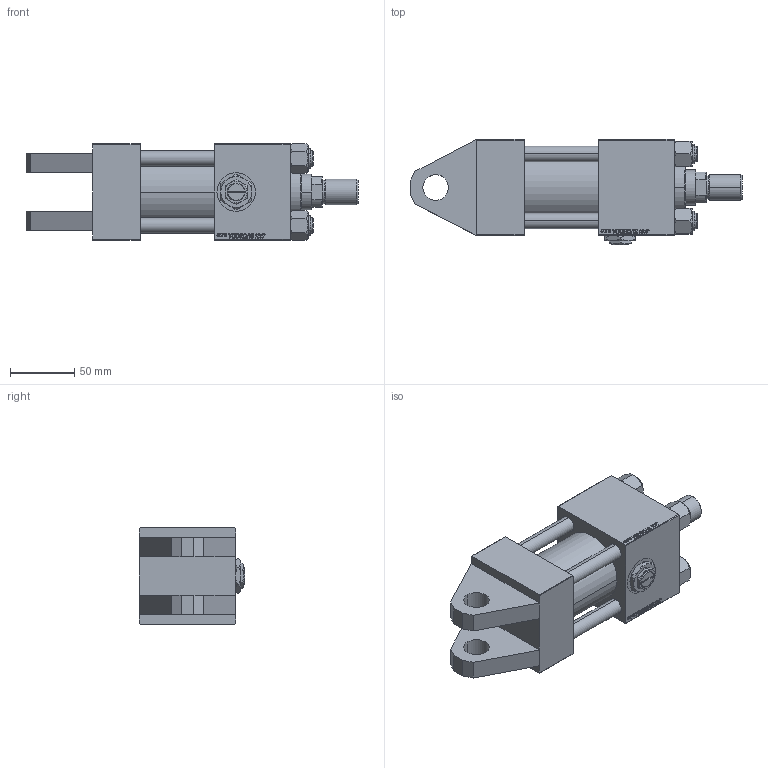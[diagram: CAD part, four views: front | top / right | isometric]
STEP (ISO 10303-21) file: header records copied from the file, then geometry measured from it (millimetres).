
FILE_DESCRIPTION (( 'STEP AP203' ), '1' );
FILE_NAME ('e1e9.STEP', '2022-04-16T03:53:50', ( '' ), ( '' ), 'SwSTEP 2.0', 'SolidWorks 2019', '' );
FILE_SCHEMA (( 'CONFIG_CONTROL_DESIGN' ));
Length unit declared in the file: millimetre
Products named in the file (8): e1e9; V215_VC_A 5cf7713c1a6e367111eef014580721ae; Zatka_pro_OIL_PORT 5cf7713c1a6e367111eef014580721ae; ROD_END_AH 5cf7713c1a6e367111eef014580721ae; V215CR_TYCINKA_H 5cf7713c1a6e367111eef014580721ae; NUT_M5_H 5cf7713c1a6e367111eef014580721ae; V215CR_VCP_H 5cf7713c1a6e367111eef014580721ae; V215CR_H_Body 5cf7713c1a6e367111eef014580721ae
Assembly tree (13 placements, depth 2):
  e1e9
    V215CR_H_Body 5cf7713c1a6e367111eef014580721ae
    V215CR_VCP_H 5cf7713c1a6e367111eef014580721ae
    V215CR_TYCINKA_H 5cf7713c1a6e367111eef014580721ae  x4
    NUT_M5_H 5cf7713c1a6e367111eef014580721ae  x4
    V215_VC_A 5cf7713c1a6e367111eef014580721ae
    ROD_END_AH 5cf7713c1a6e367111eef014580721ae
    Zatka_pro_OIL_PORT 5cf7713c1a6e367111eef014580721ae
Bounding box: 259 x 82 x 75.54 mm (x, y, z)
Volume: 751598.3 mm3; surface area: 170924 mm2
Topology: 13 solids, 13 shells, 1197 faces, 2993 edges, 1933 vertices
Faces by surface type: plane 545, bspline 392, cone 156, cylinder 94, torus 10
Entity records: 52089 total; most frequent: CARTESIAN_POINT 27704, ORIENTED_EDGE 5470, DIRECTION 3513, EDGE_CURVE 2735, VERTEX_POINT 1789, VECTOR 1625, LINE 1625, EDGE_LOOP 1210
